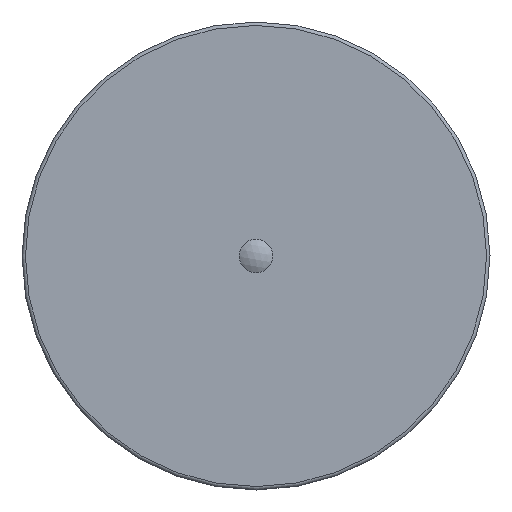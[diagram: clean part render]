
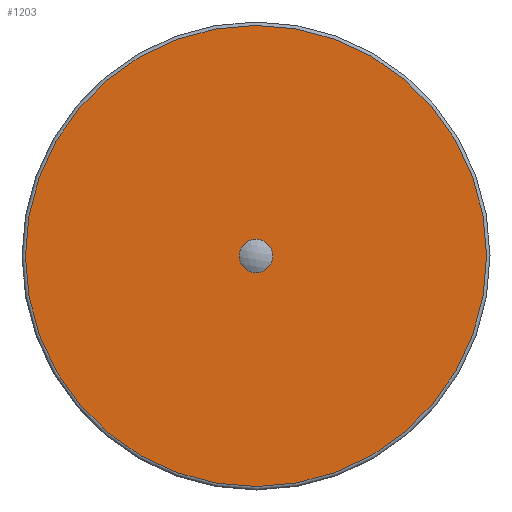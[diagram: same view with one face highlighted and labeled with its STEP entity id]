
A CAD part, front view. The second image highlights one B-rep face of the part: STEP entity #1203.
In plain terms, the highlighted planar face has unit normal (0, -1, 0).
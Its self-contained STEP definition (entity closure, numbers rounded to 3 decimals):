
#187=FACE_BOUND('',#342,.T.);
#257=FACE_OUTER_BOUND('',#341,.T.);
#341=EDGE_LOOP('',(#1015,#1016));
#342=EDGE_LOOP('',(#1017,#1018));
#420=CIRCLE('',#1367,84.5);
#421=CIRCLE('',#1368,84.5);
#423=CIRCLE('',#1371,4.05);
#424=CIRCLE('',#1372,4.05);
#529=VERTEX_POINT('',#2764);
#530=VERTEX_POINT('',#2765);
#531=VERTEX_POINT('',#2770);
#532=VERTEX_POINT('',#2771);
#692=EDGE_CURVE('',#529,#530,#420,.T.);
#693=EDGE_CURVE('',#530,#529,#421,.T.);
#695=EDGE_CURVE('',#531,#532,#423,.T.);
#696=EDGE_CURVE('',#532,#531,#424,.T.);
#1015=ORIENTED_EDGE('',*,*,#692,.T.);
#1016=ORIENTED_EDGE('',*,*,#693,.T.);
#1017=ORIENTED_EDGE('',*,*,#695,.F.);
#1018=ORIENTED_EDGE('',*,*,#696,.F.);
#1060=PLANE('',#1370);
#1203=ADVANCED_FACE('',(#257,#187),#1060,.T.);
#1367=AXIS2_PLACEMENT_3D('',#2766,#1692,#1693);
#1368=AXIS2_PLACEMENT_3D('',#2767,#1694,#1695);
#1370=AXIS2_PLACEMENT_3D('',#2769,#1698,#1699);
#1371=AXIS2_PLACEMENT_3D('',#2772,#1700,#1701);
#1372=AXIS2_PLACEMENT_3D('',#2773,#1702,#1703);
#1692=DIRECTION('center_axis',(0.,-1.,0.));
#1693=DIRECTION('ref_axis',(-0.985,0.,0.171));
#1694=DIRECTION('center_axis',(0.,-1.,0.));
#1695=DIRECTION('ref_axis',(-0.985,0.,0.171));
#1698=DIRECTION('center_axis',(0.,-1.,0.));
#1699=DIRECTION('ref_axis',(0.171,0.,0.985));
#1700=DIRECTION('center_axis',(0.,-1.,0.));
#1701=DIRECTION('ref_axis',(-0.985,0.,0.171));
#1702=DIRECTION('center_axis',(0.,-1.,0.));
#1703=DIRECTION('ref_axis',(-0.985,0.,0.171));
#2764=CARTESIAN_POINT('',(-89.421,-108.406,14.429));
#2765=CARTESIAN_POINT('',(-20.591,-108.406,-83.259));
#2766=CARTESIAN_POINT('Origin',(-6.162,-108.406,0.));
#2767=CARTESIAN_POINT('Origin',(-6.162,-108.406,0.));
#2769=CARTESIAN_POINT('Origin',(-10.153,-108.406,0.692));
#2770=CARTESIAN_POINT('',(-10.153,-108.406,0.692));
#2771=CARTESIAN_POINT('',(-2.172,-108.406,-0.692));
#2772=CARTESIAN_POINT('Origin',(-6.162,-108.406,0.));
#2773=CARTESIAN_POINT('Origin',(-6.162,-108.406,0.));
